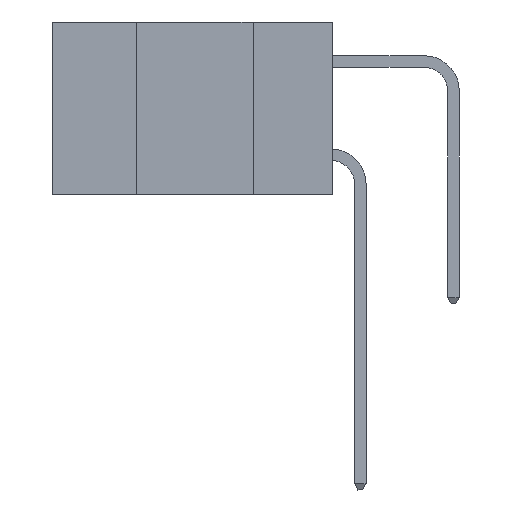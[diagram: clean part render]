
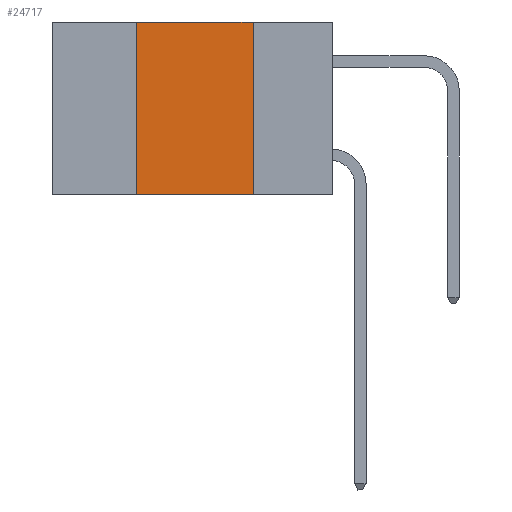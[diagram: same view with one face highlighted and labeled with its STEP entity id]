
A CAD part, left-side view. The second image highlights one B-rep face of the part: STEP entity #24717.
In plain terms, the highlighted planar face has unit normal (-1, 0, 0).
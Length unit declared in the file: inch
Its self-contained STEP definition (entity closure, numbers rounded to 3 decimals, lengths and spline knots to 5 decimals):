
#680 = AXIS2_PLACEMENT_3D ( 'NONE', #25265, #1073, #16645 ) ;
#1073 = DIRECTION ( 'NONE',  ( 1., 0., 0. ) ) ;
#1232 = LINE ( 'NONE', #10513, #23370 ) ;
#1417 = VERTEX_POINT ( 'NONE', #11306 ) ;
#4328 = VERTEX_POINT ( 'NONE', #16536 ) ;
#5965 = ORIENTED_EDGE ( 'NONE', *, *, #15482, .F. ) ;
#6965 = VERTEX_POINT ( 'NONE', #11583 ) ;
#8085 = EDGE_CURVE ( 'NONE', #4328, #1417, #18152, .T. ) ;
#9042 = ORIENTED_EDGE ( 'NONE', *, *, #12559, .F. ) ;
#9059 = VERTEX_POINT ( 'NONE', #25001 ) ;
#9181 = VECTOR ( 'NONE', #26623, 39.37008 ) ;
#9309 = LINE ( 'NONE', #14631, #26689 ) ;
#10513 = CARTESIAN_POINT ( 'NONE',  ( 0., 0.17, -0.37 ) ) ;
#11306 = CARTESIAN_POINT ( 'NONE',  ( 0., 0.17, -0.37 ) ) ;
#11583 = CARTESIAN_POINT ( 'NONE',  ( 0., 0.42, 0. ) ) ;
#12214 = ORIENTED_EDGE ( 'NONE', *, *, #16960, .F. ) ;
#12559 = EDGE_CURVE ( 'NONE', #4328, #6965, #9309, .T. ) ;
#13020 = VECTOR ( 'NONE', #15453, 39.37008 ) ;
#14631 = CARTESIAN_POINT ( 'NONE',  ( 0., 0.42, -0.37 ) ) ;
#15453 = DIRECTION ( 'NONE',  ( 0., -1., 0. ) ) ;
#15482 = EDGE_CURVE ( 'NONE', #6965, #9059, #26568, .T. ) ;
#16536 = CARTESIAN_POINT ( 'NONE',  ( 0., 0.42, -0.37 ) ) ;
#16645 = DIRECTION ( 'NONE',  ( 0., 0., -1. ) ) ;
#16960 = EDGE_CURVE ( 'NONE', #9059, #1417, #1232, .T. ) ;
#18152 = LINE ( 'NONE', #28393, #13020 ) ;
#19049 = FACE_OUTER_BOUND ( 'NONE', #26343, .T. ) ;
#19317 = DIRECTION ( 'NONE',  ( 0., 0., -1. ) ) ;
#21123 = DIRECTION ( 'NONE',  ( 0., 0., 1. ) ) ;
#21940 = ORIENTED_EDGE ( 'NONE', *, *, #8085, .T. ) ;
#23370 = VECTOR ( 'NONE', #19317, 39.37008 ) ;
#24506 = CARTESIAN_POINT ( 'NONE',  ( 0., 0.6, 0. ) ) ;
#24717 = ADVANCED_FACE ( 'NONE', ( #19049 ), #27406, .F. ) ;
#25001 = CARTESIAN_POINT ( 'NONE',  ( 0., 0.17, 0. ) ) ;
#25265 = CARTESIAN_POINT ( 'NONE',  ( 0., 0.6, 0. ) ) ;
#26343 = EDGE_LOOP ( 'NONE', ( #12214, #5965, #9042, #21940 ) ) ;
#26568 = LINE ( 'NONE', #24506, #9181 ) ;
#26623 = DIRECTION ( 'NONE',  ( 0., -1., 0. ) ) ;
#26689 = VECTOR ( 'NONE', #21123, 39.37008 ) ;
#27406 = PLANE ( 'NONE',  #680 ) ;
#28393 = CARTESIAN_POINT ( 'NONE',  ( 0., 0.6, -0.37 ) ) ;
